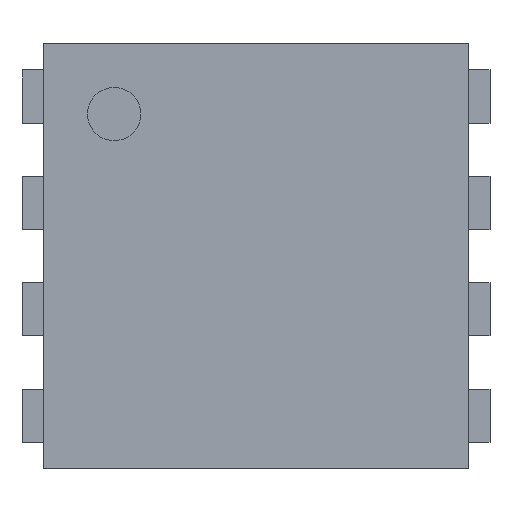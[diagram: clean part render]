
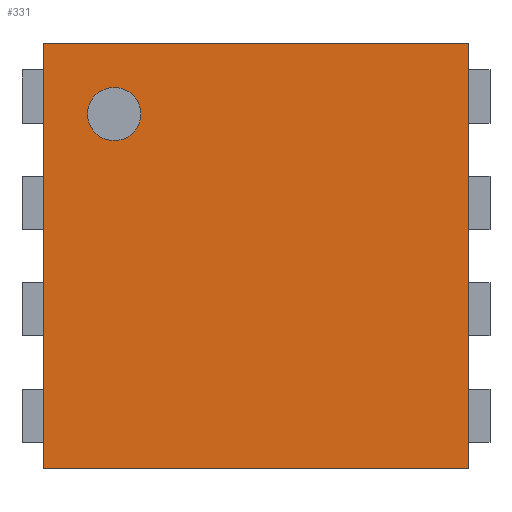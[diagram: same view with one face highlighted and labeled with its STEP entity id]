
A CAD part, top view. The second image highlights one B-rep face of the part: STEP entity #331.
In plain terms, the highlighted planar face has unit normal (0, 0, 1).
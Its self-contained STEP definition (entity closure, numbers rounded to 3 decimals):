
#142 = VERTEX_POINT('',#143);
#143 = CARTESIAN_POINT('',(0.,0.,0.9));
#150 = PLANE('',#151);
#151 = AXIS2_PLACEMENT_3D('',#152,#153,#154);
#152 = CARTESIAN_POINT('',(0.,0.,0.1));
#153 = DIRECTION('',(1.,0.,0.));
#154 = DIRECTION('',(0.,0.,1.));
#162 = PLANE('',#163);
#163 = AXIS2_PLACEMENT_3D('',#164,#165,#166);
#164 = CARTESIAN_POINT('',(0.,0.,0.1));
#165 = DIRECTION('',(0.,1.,0.));
#166 = DIRECTION('',(0.,0.,1.));
#203 = VERTEX_POINT('',#204);
#204 = CARTESIAN_POINT('',(0.,2.,0.9));
#218 = PLANE('',#219);
#219 = AXIS2_PLACEMENT_3D('',#220,#221,#222);
#220 = CARTESIAN_POINT('',(0.,2.,0.1));
#221 = DIRECTION('',(0.,1.,0.));
#222 = DIRECTION('',(0.,0.,1.));
#230 = EDGE_CURVE('',#142,#203,#231,.T.);
#231 = SURFACE_CURVE('',#232,(#236,#243),.PCURVE_S1.);
#232 = LINE('',#233,#234);
#233 = CARTESIAN_POINT('',(0.,0.,0.9));
#234 = VECTOR('',#235,1.);
#235 = DIRECTION('',(0.,1.,0.));
#236 = PCURVE('',#150,#237);
#237 = DEFINITIONAL_REPRESENTATION('',(#238),#242);
#238 = LINE('',#239,#240);
#239 = CARTESIAN_POINT('',(0.8,0.));
#240 = VECTOR('',#241,1.);
#241 = DIRECTION('',(0.,-1.));
#242 = ( GEOMETRIC_REPRESENTATION_CONTEXT(2) 
PARAMETRIC_REPRESENTATION_CONTEXT() REPRESENTATION_CONTEXT('2D SPACE',''
  ) );
#243 = PCURVE('',#244,#249);
#244 = PLANE('',#245);
#245 = AXIS2_PLACEMENT_3D('',#246,#247,#248);
#246 = CARTESIAN_POINT('',(0.,0.,0.9));
#247 = DIRECTION('',(0.,0.,1.));
#248 = DIRECTION('',(1.,0.,0.));
#249 = DEFINITIONAL_REPRESENTATION('',(#250),#254);
#250 = LINE('',#251,#252);
#251 = CARTESIAN_POINT('',(0.,0.));
#252 = VECTOR('',#253,1.);
#253 = DIRECTION('',(0.,1.));
#254 = ( GEOMETRIC_REPRESENTATION_CONTEXT(2) 
PARAMETRIC_REPRESENTATION_CONTEXT() REPRESENTATION_CONTEXT('2D SPACE',''
  ) );
#283 = EDGE_CURVE('',#142,#284,#286,.T.);
#284 = VERTEX_POINT('',#285);
#285 = CARTESIAN_POINT('',(2.,0.,0.9));
#286 = SURFACE_CURVE('',#287,(#291,#298),.PCURVE_S1.);
#287 = LINE('',#288,#289);
#288 = CARTESIAN_POINT('',(0.,0.,0.9));
#289 = VECTOR('',#290,1.);
#290 = DIRECTION('',(1.,0.,0.));
#291 = PCURVE('',#162,#292);
#292 = DEFINITIONAL_REPRESENTATION('',(#293),#297);
#293 = LINE('',#294,#295);
#294 = CARTESIAN_POINT('',(0.8,0.));
#295 = VECTOR('',#296,1.);
#296 = DIRECTION('',(0.,1.));
#297 = ( GEOMETRIC_REPRESENTATION_CONTEXT(2) 
PARAMETRIC_REPRESENTATION_CONTEXT() REPRESENTATION_CONTEXT('2D SPACE',''
  ) );
#298 = PCURVE('',#244,#299);
#299 = DEFINITIONAL_REPRESENTATION('',(#300),#304);
#300 = LINE('',#301,#302);
#301 = CARTESIAN_POINT('',(0.,0.));
#302 = VECTOR('',#303,1.);
#303 = DIRECTION('',(1.,0.));
#304 = ( GEOMETRIC_REPRESENTATION_CONTEXT(2) 
PARAMETRIC_REPRESENTATION_CONTEXT() REPRESENTATION_CONTEXT('2D SPACE',''
  ) );
#320 = PLANE('',#321);
#321 = AXIS2_PLACEMENT_3D('',#322,#323,#324);
#322 = CARTESIAN_POINT('',(2.,0.,0.1));
#323 = DIRECTION('',(1.,0.,0.));
#324 = DIRECTION('',(0.,0.,1.));
#331 = ADVANCED_FACE('',(#332,#380),#244,.T.);
#332 = FACE_BOUND('',#333,.T.);
#333 = EDGE_LOOP('',(#334,#335,#336,#359));
#334 = ORIENTED_EDGE('',*,*,#230,.F.);
#335 = ORIENTED_EDGE('',*,*,#283,.T.);
#336 = ORIENTED_EDGE('',*,*,#337,.T.);
#337 = EDGE_CURVE('',#284,#338,#340,.T.);
#338 = VERTEX_POINT('',#339);
#339 = CARTESIAN_POINT('',(2.,2.,0.9));
#340 = SURFACE_CURVE('',#341,(#345,#352),.PCURVE_S1.);
#341 = LINE('',#342,#343);
#342 = CARTESIAN_POINT('',(2.,0.,0.9));
#343 = VECTOR('',#344,1.);
#344 = DIRECTION('',(0.,1.,0.));
#345 = PCURVE('',#244,#346);
#346 = DEFINITIONAL_REPRESENTATION('',(#347),#351);
#347 = LINE('',#348,#349);
#348 = CARTESIAN_POINT('',(2.,0.));
#349 = VECTOR('',#350,1.);
#350 = DIRECTION('',(0.,1.));
#351 = ( GEOMETRIC_REPRESENTATION_CONTEXT(2) 
PARAMETRIC_REPRESENTATION_CONTEXT() REPRESENTATION_CONTEXT('2D SPACE',''
  ) );
#352 = PCURVE('',#320,#353);
#353 = DEFINITIONAL_REPRESENTATION('',(#354),#358);
#354 = LINE('',#355,#356);
#355 = CARTESIAN_POINT('',(0.8,0.));
#356 = VECTOR('',#357,1.);
#357 = DIRECTION('',(0.,-1.));
#358 = ( GEOMETRIC_REPRESENTATION_CONTEXT(2) 
PARAMETRIC_REPRESENTATION_CONTEXT() REPRESENTATION_CONTEXT('2D SPACE',''
  ) );
#359 = ORIENTED_EDGE('',*,*,#360,.F.);
#360 = EDGE_CURVE('',#203,#338,#361,.T.);
#361 = SURFACE_CURVE('',#362,(#366,#373),.PCURVE_S1.);
#362 = LINE('',#363,#364);
#363 = CARTESIAN_POINT('',(0.,2.,0.9));
#364 = VECTOR('',#365,1.);
#365 = DIRECTION('',(1.,0.,0.));
#366 = PCURVE('',#244,#367);
#367 = DEFINITIONAL_REPRESENTATION('',(#368),#372);
#368 = LINE('',#369,#370);
#369 = CARTESIAN_POINT('',(0.,2.));
#370 = VECTOR('',#371,1.);
#371 = DIRECTION('',(1.,0.));
#372 = ( GEOMETRIC_REPRESENTATION_CONTEXT(2) 
PARAMETRIC_REPRESENTATION_CONTEXT() REPRESENTATION_CONTEXT('2D SPACE',''
  ) );
#373 = PCURVE('',#218,#374);
#374 = DEFINITIONAL_REPRESENTATION('',(#375),#379);
#375 = LINE('',#376,#377);
#376 = CARTESIAN_POINT('',(0.8,0.));
#377 = VECTOR('',#378,1.);
#378 = DIRECTION('',(0.,1.));
#379 = ( GEOMETRIC_REPRESENTATION_CONTEXT(2) 
PARAMETRIC_REPRESENTATION_CONTEXT() REPRESENTATION_CONTEXT('2D SPACE',''
  ) );
#380 = FACE_BOUND('',#381,.T.);
#381 = EDGE_LOOP('',(#382));
#382 = ORIENTED_EDGE('',*,*,#383,.F.);
#383 = EDGE_CURVE('',#384,#384,#386,.T.);
#384 = VERTEX_POINT('',#385);
#385 = CARTESIAN_POINT('',(0.458,1.667,0.9));
#386 = SURFACE_CURVE('',#387,(#392,#399),.PCURVE_S1.);
#387 = CIRCLE('',#388,0.125);
#388 = AXIS2_PLACEMENT_3D('',#389,#390,#391);
#389 = CARTESIAN_POINT('',(0.333,1.667,0.9));
#390 = DIRECTION('',(0.,0.,1.));
#391 = DIRECTION('',(1.,0.,0.));
#392 = PCURVE('',#244,#393);
#393 = DEFINITIONAL_REPRESENTATION('',(#394),#398);
#394 = CIRCLE('',#395,0.125);
#395 = AXIS2_PLACEMENT_2D('',#396,#397);
#396 = CARTESIAN_POINT('',(0.333,1.667));
#397 = DIRECTION('',(1.,0.));
#398 = ( GEOMETRIC_REPRESENTATION_CONTEXT(2) 
PARAMETRIC_REPRESENTATION_CONTEXT() REPRESENTATION_CONTEXT('2D SPACE',''
  ) );
#399 = PCURVE('',#400,#405);
#400 = CYLINDRICAL_SURFACE('',#401,0.125);
#401 = AXIS2_PLACEMENT_3D('',#402,#403,#404);
#402 = CARTESIAN_POINT('',(0.333,1.667,0.8));
#403 = DIRECTION('',(0.,0.,1.));
#404 = DIRECTION('',(1.,0.,0.));
#405 = DEFINITIONAL_REPRESENTATION('',(#406),#410);
#406 = LINE('',#407,#408);
#407 = CARTESIAN_POINT('',(0.,0.1));
#408 = VECTOR('',#409,1.);
#409 = DIRECTION('',(1.,0.));
#410 = ( GEOMETRIC_REPRESENTATION_CONTEXT(2) 
PARAMETRIC_REPRESENTATION_CONTEXT() REPRESENTATION_CONTEXT('2D SPACE',''
  ) );
